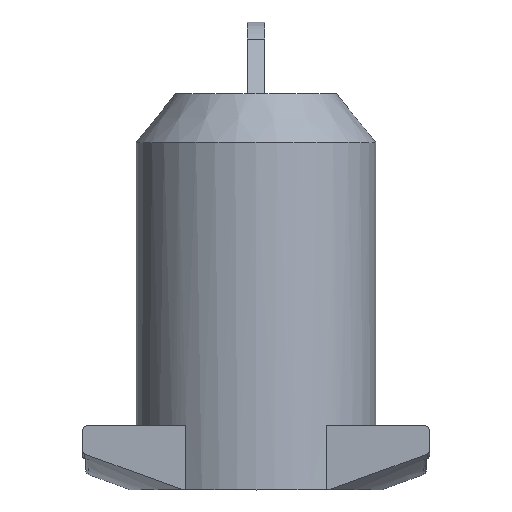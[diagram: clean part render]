
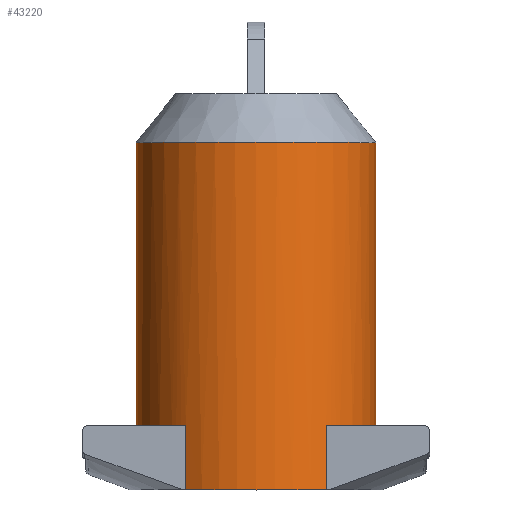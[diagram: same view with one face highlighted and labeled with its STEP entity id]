
A CAD part, top view. The second image highlights one B-rep face of the part: STEP entity #43220.
In plain terms, the highlighted cylindrical face has radius 10.3 mm (diameter 20.6 mm), a partial arc.
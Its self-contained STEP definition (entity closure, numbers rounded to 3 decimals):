
#450=CARTESIAN_POINT('',(8.7,-7.7,-6.031));
#460=VERTEX_POINT('',#450);
#490=CARTESIAN_POINT('',(8.7,0.65,0.));
#500=DIRECTION('',(1.,0.,0.));
#510=DIRECTION('',(0.,0.,-1.));
#520=AXIS2_PLACEMENT_3D('',#490,#500,#510);
#530=CIRCLE('',#520,10.3);
#540=CARTESIAN_POINT('',(8.7,-7.7,6.031));
#550=VERTEX_POINT('',#540);
#560=EDGE_CURVE('',#550,#460,#530,.T.);
#1410=CARTESIAN_POINT('',(-21.1,0.65,-10.3));
#1420=VERTEX_POINT('',#1410);
#1450=CARTESIAN_POINT('',(-21.1,0.65,0.));
#1460=DIRECTION('',(1.,0.,0.));
#1470=DIRECTION('',(0.,0.,-1.));
#1480=AXIS2_PLACEMENT_3D('',#1450,#1460,#1470);
#1490=CIRCLE('',#1480,10.3);
#1500=CARTESIAN_POINT('',(-21.1,0.65,10.3));
#1510=VERTEX_POINT('',#1500);
#9650=CARTESIAN_POINT('',(3.2,-7.7,6.031));
#9660=VERTEX_POINT('',#9650);
#9710=CARTESIAN_POINT('',(3.2,0.65,0.));
#9720=DIRECTION('',(1.,0.,0.));
#9730=DIRECTION('',(0.,0.,-1.));
#9740=AXIS2_PLACEMENT_3D('',#9710,#9720,#9730);
#9750=CIRCLE('',#9740,10.3);
#9760=CARTESIAN_POINT('',(3.2,-6.7,7.216));
#9770=VERTEX_POINT('',#9760);
#9780=EDGE_CURVE('',#9770,#9660,#9750,.T.);
#10150=CARTESIAN_POINT('',(4.65,-6.7,7.216));
#10160=VERTEX_POINT('',#10150);
#10190=CARTESIAN_POINT('',(4.65,0.65,0.))
;
#10200=DIRECTION('',(-1.,0.,0.));
#10210=DIRECTION('',(0.,0.,-1.));
#10220=AXIS2_PLACEMENT_3D('',#10190,#10200,#10210);
#10230=CIRCLE('',#10220,10.3);
#10240=CARTESIAN_POINT('',(4.65,0.65,10.3));
#10250=VERTEX_POINT('',#10240);
#10260=EDGE_CURVE('',#10160,#10250,#10230,.T.);
#11310=CARTESIAN_POINT('',(4.65,0.65,0.))
;
#11320=DIRECTION('',(-1.,0.,0.));
#11330=DIRECTION('',(0.,0.,-1.));
#11340=AXIS2_PLACEMENT_3D('',#11310,#11320,#11330);
#11350=CIRCLE('',#11340,10.3);
#11360=CARTESIAN_POINT('',(4.65,0.65,-10.3));
#11370=VERTEX_POINT('',#11360);
#11400=CARTESIAN_POINT('',(4.65,-6.7,-7.216));
#11410=VERTEX_POINT('',#11400);
#11420=EDGE_CURVE('',#11370,#11410,#11350,.T.);
#16150=CARTESIAN_POINT('',(3.2,-6.7,7.216));
#16160=DIRECTION('',(-1.,0.,0.));
#16170=VECTOR('',#16160,1.);
#16180=LINE('',#16150,#16170);
#16190=EDGE_CURVE('',#10160,#9770,#16180,.T.);
#21040=CARTESIAN_POINT('',(8.7,-7.7,6.031));
#21050=DIRECTION('',(1.,0.,0.));
#21060=VECTOR('',#21050,1.);
#21070=LINE('',#21040,#21060);
#21080=EDGE_CURVE('',#9660,#550,#21070,.T.);
#24620=CARTESIAN_POINT('',(3.2,-7.7,-6.031));
#24630=VERTEX_POINT('',#24620);
#24660=CARTESIAN_POINT('',(8.7,-7.7,-6.031));
#24670=DIRECTION('',(1.,0.,0.));
#24680=VECTOR('',#24670,1.);
#24690=LINE('',#24660,#24680);
#24700=EDGE_CURVE('',#24630,#460,#24690,.T.);
#24910=CARTESIAN_POINT('',(3.2,-6.7,-7.216));
#24920=VERTEX_POINT('',#24910);
#24970=CARTESIAN_POINT('',(3.2,0.65,0.));
#24980=DIRECTION('',(1.,0.,0.));
#24990=DIRECTION('',(0.,0.,-1.));
#25000=AXIS2_PLACEMENT_3D('',#24970,#24980,#24990);
#25010=CIRCLE('',#25000,10.3);
#25020=EDGE_CURVE('',#24630,#24920,#25010,.T.);
#34640=CARTESIAN_POINT('',(3.2,-6.7,-7.216));
#34650=DIRECTION('',(-1.,0.,0.));
#34660=VECTOR('',#34650,1.);
#34670=LINE('',#34640,#34660);
#34680=EDGE_CURVE('',#11410,#24920,#34670,.T.);
#42430=EDGE_CURVE('',#1510,#1420,#1490,.T.);
#42930=CARTESIAN_POINT('',(8.7,0.65,0.));
#42940=DIRECTION('',(1.,0.,0.));
#42950=DIRECTION('',(0.,0.,-1.));
#42960=AXIS2_PLACEMENT_3D('',#42930,#42940,#42950);
#42970=CYLINDRICAL_SURFACE('',#42960,10.3);
#42980=ORIENTED_EDGE('',*,*,#21080,.F.);
#42990=ORIENTED_EDGE('',*,*,#560,.F.);
#43000=ORIENTED_EDGE('',*,*,#24700,.T.);
#43010=ORIENTED_EDGE('',*,*,#25020,.F.);
#43020=ORIENTED_EDGE('',*,*,#34680,.T.);
#43030=ORIENTED_EDGE('',*,*,#11420,.T.);
#43040=CARTESIAN_POINT('',(8.7,0.65,-10.3));
#43050=DIRECTION('',(1.,0.,0.));
#43060=VECTOR('',#43050,1.);
#43070=LINE('',#43040,#43060);
#43080=EDGE_CURVE('',#1420,#11370,#43070,.T.);
#43090=ORIENTED_EDGE('',*,*,#43080,.T.);
#43100=ORIENTED_EDGE('',*,*,#42430,.T.);
#43110=CARTESIAN_POINT('',(8.7,0.65,10.3));
#43120=DIRECTION('',(1.,0.,0.));
#43130=VECTOR('',#43120,1.);
#43140=LINE('',#43110,#43130);
#43150=EDGE_CURVE('',#1510,#10250,#43140,.T.);
#43160=ORIENTED_EDGE('',*,*,#43150,.F.);
#43170=ORIENTED_EDGE('',*,*,#10260,.T.);
#43180=ORIENTED_EDGE('',*,*,#16190,.F.);
#43190=ORIENTED_EDGE('',*,*,#9780,.F.);
#43200=EDGE_LOOP('',(#43190,#43180,#43170,#43160,#43100,#43090,#43030,
#43020,#43010,#43000,#42990,#42980));
#43210=FACE_OUTER_BOUND('',#43200,.T.);
#43220=ADVANCED_FACE('',(#43210),#42970,.T.);
